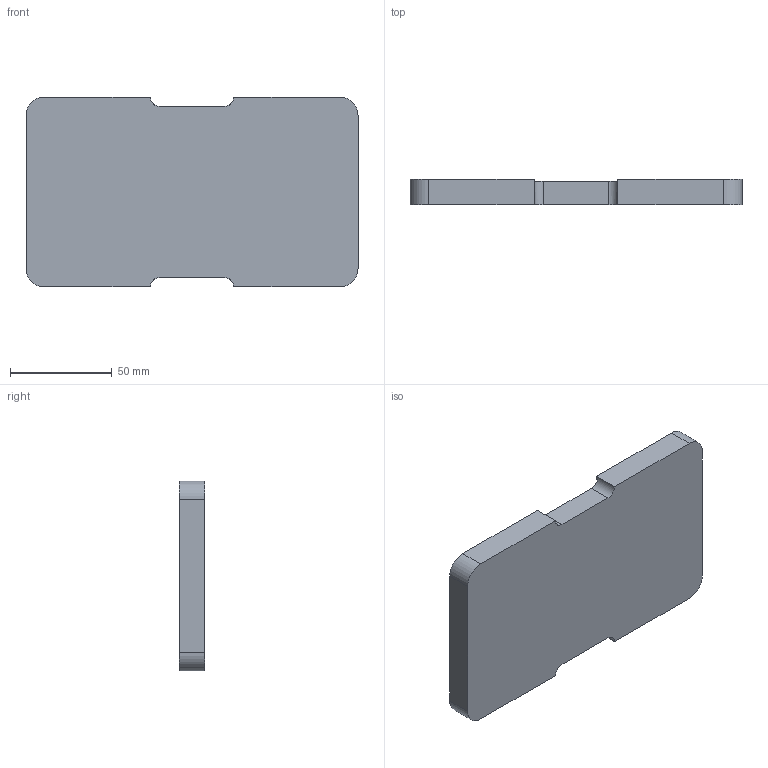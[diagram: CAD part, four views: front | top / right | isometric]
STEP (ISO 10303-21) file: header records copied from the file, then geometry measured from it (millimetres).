
FILE_DESCRIPTION(/* description */ (''),/* implementation_level */ '2;1');
FILE_NAME(/* name */ 'FIELDBOX 3D print ver. v7.step',/* time_stamp */ '2024-10-17T16:16:43+02:00',/* author */ (''),/* organization */ (''),/* preprocessor_version */ 'ST-DEVELOPER v20',/* originating_system */ 'Autodesk Translation Framework v13.20.0.188',/* authorisation */ '');
FILE_SCHEMA (('AUTOMOTIVE_DESIGN { 1 0 10303 214 3 1 1 }'));
Length unit declared in the file: millimetre
Products named in the file (1): FIELDBOX 3D print ver.
Bounding box: 163.4 x 12.5 x 93.4 mm (x, y, z)
Volume: 33984 mm3; surface area: 47975 mm2
Topology: 1 solids, 1 shells, 362 faces, 1056 edges, 704 vertices
Faces by surface type: plane 278, cylinder 84
Entity records: 11922 total; most frequent: CARTESIAN_POINT 2123, ORIENTED_EDGE 2112, DIRECTION 1962, EDGE_CURVE 1056, LINE 876, VECTOR 876, VERTEX_POINT 704, AXIS2_PLACEMENT_3D 543
